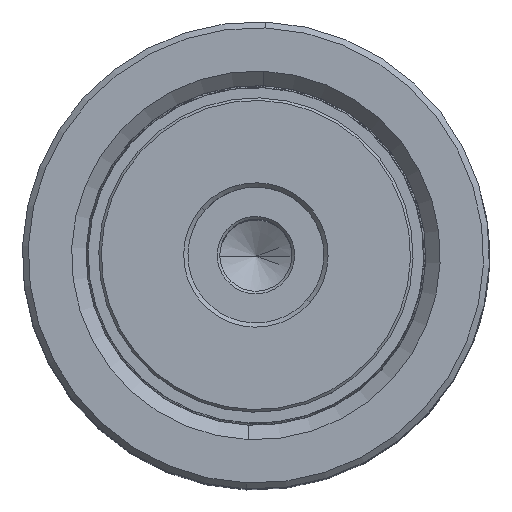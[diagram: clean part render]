
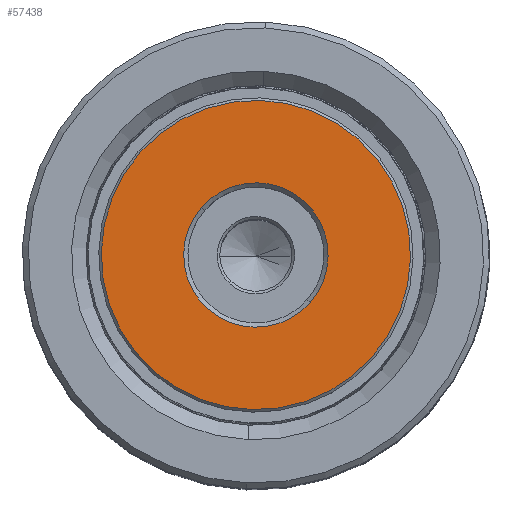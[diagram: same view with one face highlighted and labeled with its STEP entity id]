
A CAD part, top view. The second image highlights one B-rep face of the part: STEP entity #57438.
In plain terms, the highlighted face is planar.
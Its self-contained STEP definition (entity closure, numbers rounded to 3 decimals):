
#4004 = EDGE_CURVE ( 'NONE', #36810, #56257, #19816, .T. ) ;
#5171 = DIRECTION ( 'NONE',  ( 1., 0., 0. ) ) ;
#7838 = AXIS2_PLACEMENT_3D ( 'NONE', #38613, #20402, #10931 ) ;
#8558 = CARTESIAN_POINT ( 'NONE',  ( 18.2, 0., 0. ) ) ;
#8631 = CIRCLE ( 'NONE', #55805, 8.5 ) ;
#9178 = CARTESIAN_POINT ( 'NONE',  ( 0., 0., 0. ) ) ;
#9801 = DIRECTION ( 'NONE',  ( 1., 0., 0. ) ) ;
#10931 = DIRECTION ( 'NONE',  ( 1., 0., 0. ) ) ;
#12025 = VERTEX_POINT ( 'NONE', #39097 ) ;
#13234 = DIRECTION ( 'NONE',  ( 1., 0., 0. ) ) ;
#13736 = ORIENTED_EDGE ( 'NONE', *, *, #46950, .T. ) ;
#14643 = FACE_OUTER_BOUND ( 'NONE', #46668, .T. ) ;
#15683 = AXIS2_PLACEMENT_3D ( 'NONE', #51302, #47052, #5171 ) ;
#19816 = CIRCLE ( 'NONE', #7838, 18.2 ) ;
#20402 = DIRECTION ( 'NONE',  ( 0., 0., -1. ) ) ;
#21278 = CIRCLE ( 'NONE', #31039, 8.5 ) ;
#22191 = ORIENTED_EDGE ( 'NONE', *, *, #22804, .T. ) ;
#22804 = EDGE_CURVE ( 'NONE', #51457, #12025, #8631, .T. ) ;
#23534 = CARTESIAN_POINT ( 'NONE',  ( 0., 0., 0. ) ) ;
#23712 = EDGE_LOOP ( 'NONE', ( #57316, #22191 ) ) ;
#29199 = DIRECTION ( 'NONE',  ( 0., 0., 1. ) ) ;
#31039 = AXIS2_PLACEMENT_3D ( 'NONE', #23534, #32615, #9801 ) ;
#32615 = DIRECTION ( 'NONE',  ( 0., 0., 1. ) ) ;
#33767 = EDGE_CURVE ( 'NONE', #12025, #51457, #21278, .T. ) ;
#36810 = VERTEX_POINT ( 'NONE', #8558 ) ;
#37287 = CARTESIAN_POINT ( 'NONE',  ( 8.5, 0., 0. ) ) ;
#37347 = PLANE ( 'NONE',  #50086 ) ;
#38613 = CARTESIAN_POINT ( 'NONE',  ( 0., 0., 0. ) ) ;
#39097 = CARTESIAN_POINT ( 'NONE',  ( -8.5, 0., 0. ) ) ;
#41451 = FACE_BOUND ( 'NONE', #23712, .T. ) ;
#42823 = DIRECTION ( 'NONE',  ( 1., 0., 0. ) ) ;
#46668 = EDGE_LOOP ( 'NONE', ( #54232, #13736 ) ) ;
#46950 = EDGE_CURVE ( 'NONE', #56257, #36810, #59043, .T. ) ;
#47052 = DIRECTION ( 'NONE',  ( 0., 0., -1. ) ) ;
#49163 = CARTESIAN_POINT ( 'NONE',  ( -18.2, 0., 0. ) ) ;
#50086 = AXIS2_PLACEMENT_3D ( 'NONE', #52156, #29199, #42823 ) ;
#50089 = DIRECTION ( 'NONE',  ( 0., 0., 1. ) ) ;
#51302 = CARTESIAN_POINT ( 'NONE',  ( 0., 0., 0. ) ) ;
#51457 = VERTEX_POINT ( 'NONE', #37287 ) ;
#52156 = CARTESIAN_POINT ( 'NONE',  ( 0., 0., 0. ) ) ;
#54232 = ORIENTED_EDGE ( 'NONE', *, *, #4004, .T. ) ;
#55805 = AXIS2_PLACEMENT_3D ( 'NONE', #9178, #50089, #13234 ) ;
#56257 = VERTEX_POINT ( 'NONE', #49163 ) ;
#57316 = ORIENTED_EDGE ( 'NONE', *, *, #33767, .T. ) ;
#57438 = ADVANCED_FACE ( 'NONE', ( #14643, #41451 ), #37347, .F. ) ;
#59043 = CIRCLE ( 'NONE', #15683, 18.2 ) ;
